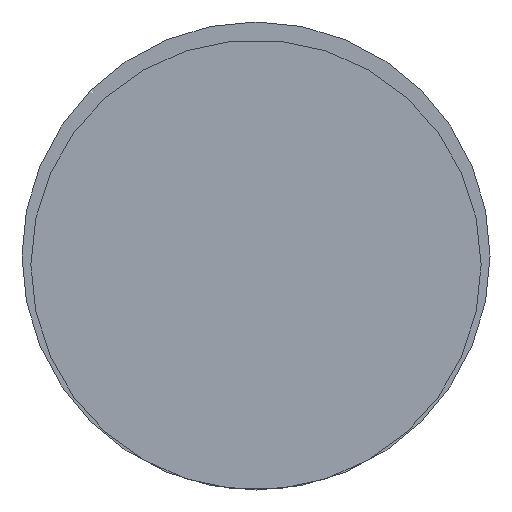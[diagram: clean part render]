
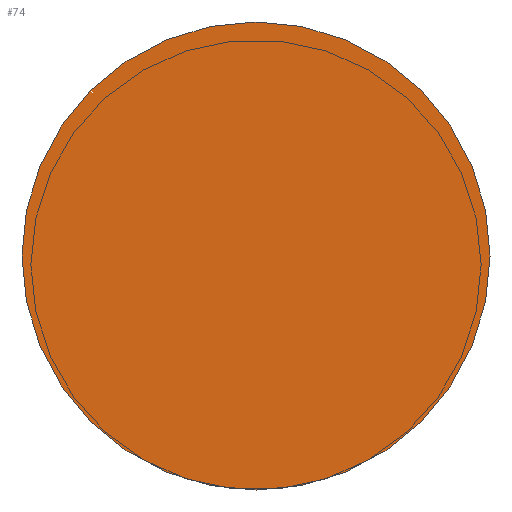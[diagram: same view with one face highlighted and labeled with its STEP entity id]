
A CAD part, front view. The second image highlights one B-rep face of the part: STEP entity #74.
In plain terms, the highlighted planar face has unit normal (0, -1, 0).
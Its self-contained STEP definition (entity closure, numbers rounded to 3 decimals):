
#74 = ADVANCED_FACE( '', ( #124 ), #125, .T. );
#124 = FACE_OUTER_BOUND( '', #158, .T. );
#125 = PLANE( '', #159 );
#158 = EDGE_LOOP( '', ( #182 ) );
#159 = AXIS2_PLACEMENT_3D( '', #183, #184, #185 );
#182 = ORIENTED_EDGE( '', *, *, #212, .T. );
#183 = CARTESIAN_POINT( '', ( 0., -500.1, 0. ) );
#184 = DIRECTION( '', ( 0., -1., 0. ) );
#185 = DIRECTION( '', ( 0., 0., -1. ) );
#212 = EDGE_CURVE( '', #224, #224, #225, .T. );
#224 = VERTEX_POINT( '', #238 );
#225 = CIRCLE( '', #239, 1.975 );
#238 = CARTESIAN_POINT( '', ( 1.975, -500.1, 0. ) );
#239 = AXIS2_PLACEMENT_3D( '', #252, #253, #254 );
#252 = CARTESIAN_POINT( '', ( 0., -500.1, 0. ) );
#253 = DIRECTION( '', ( 0., -1., 0. ) );
#254 = DIRECTION( '', ( 1., 0., 0. ) );
